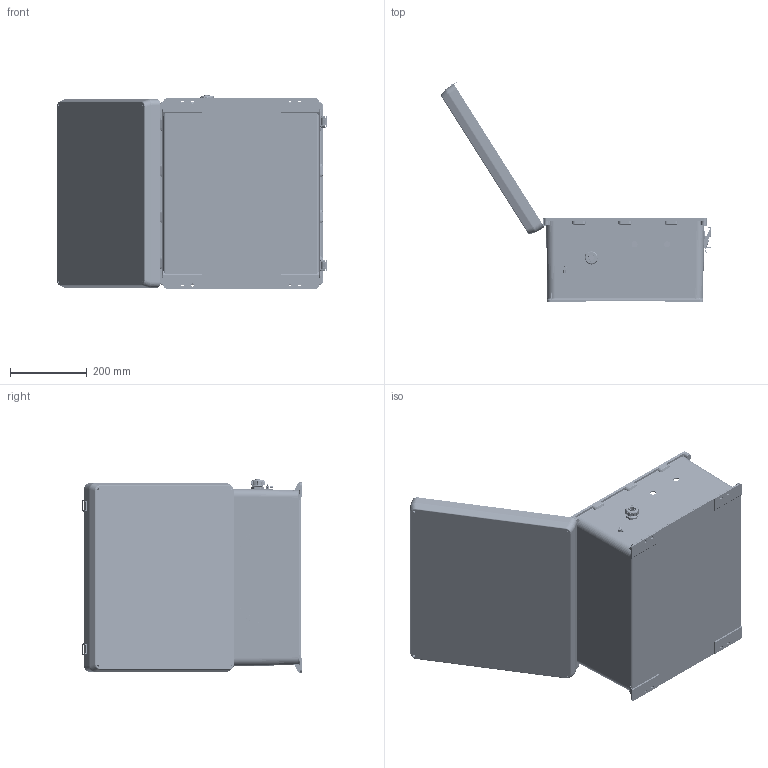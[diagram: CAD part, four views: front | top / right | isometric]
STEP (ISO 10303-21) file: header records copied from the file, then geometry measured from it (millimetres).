
FILE_DESCRIPTION (( 'STEP AP214' ), '1' );
FILE_NAME ('NB181608-2H0_3D.step', '2025-10-06T15:10:49', ( '' ), ( '' ), 'SwSTEP 2.0', 'SolidWorks 2025', '' );
FILE_SCHEMA (( 'AUTOMOTIVE_DESIGN' ));
Length unit declared in the file: inch
Products named in the file (25): XFS-0031; XFW-0002; XF685-01; XCT-0010; NB181608-Hinge; MJSCVR; NB181608-Box; XHIC-HTR220; NB181608-Lid; XFS-0026; XFN-0003; NB181608-DoorClasp-1; NEMA 18 GroundWire; XCT-0011; XMH-0007; XCT-0005; NB181608-DoorClasp-2; NB181608-2H0_3D; 10-32 NEMA PLATE SCREW; XFN-0013; XCTB-0002; XFS-0017; 1AM07-189; XF797-02; XC-0003
Assembly tree (43 placements, depth 2):
  NB181608-2H0_3D
    NB181608-Box
    NB181608-Hinge  x2
    NB181608-Lid
    NB181608-DoorClasp-1  x2
    NB181608-DoorClasp-2  x2
    XF685-01
    XMH-0007  x4
    XCTB-0002
    10-32 NEMA PLATE SCREW  x4
    XFN-0013  x2
    XF797-02
    XFS-0017  x3
    XCT-0011
    XCT-0010
    NEMA 18 GroundWire
    XHIC-HTR220  x2
    1AM07-189  x2
    MJSCVR  x4
    XFS-0031  x2
    XFN-0003  x2
    XCT-0005
    XFW-0002
    XFS-0026
    XC-0003
Bounding box: 703.32 x 571.16 x 502.84 mm (x, y, z)
Volume: 4079985.5 mm3; surface area: 2265205.7 mm2
Topology: 49 solids, 50 shells, 5156 faces, 13005 edges, 7990 vertices
Faces by surface type: plane 1901, cylinder 1386, cone 1303, torus 286, bspline 260, sphere 20
Entity records: 111029 total; most frequent: CARTESIAN_POINT 32716, ORIENTED_EDGE 16402, DIRECTION 16085, EDGE_CURVE 8201, AXIS2_PLACEMENT_3D 5902, VERTEX_POINT 5100, VECTOR 4281, LINE 4281
